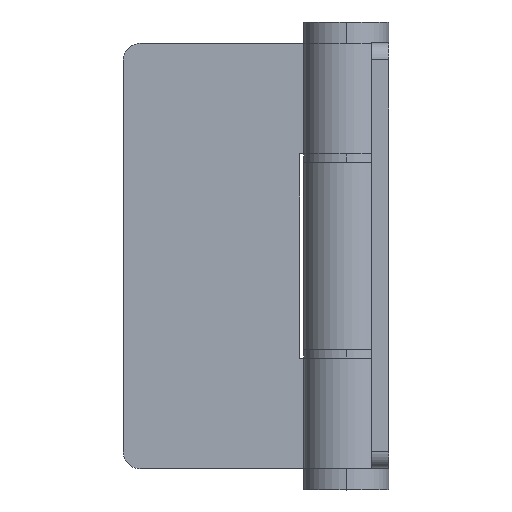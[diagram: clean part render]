
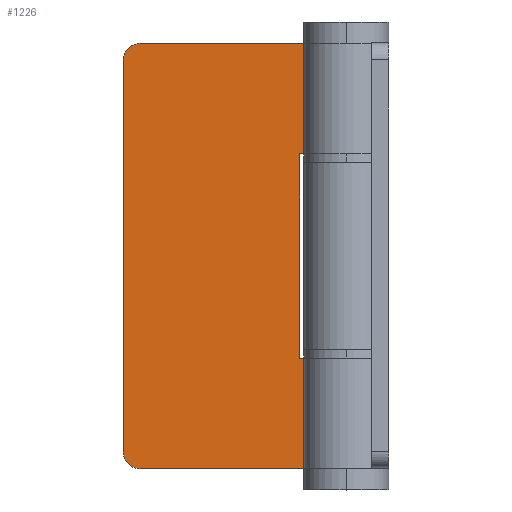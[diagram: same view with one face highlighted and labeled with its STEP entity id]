
A CAD part, top view. The second image highlights one B-rep face of the part: STEP entity #1226.
In plain terms, the highlighted planar face has unit normal (0, 0, 1).
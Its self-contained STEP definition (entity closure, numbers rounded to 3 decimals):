
#55 = LINE ( 'NONE', #656, #1290 ) ;
#64 = CARTESIAN_POINT ( 'NONE',  ( -8., 0., -6. ) ) ;
#102 = EDGE_CURVE ( 'NONE', #622, #1220, #55, .T. ) ;
#147 = DIRECTION ( 'NONE',  ( 0., 1., 0. ) ) ;
#155 = CARTESIAN_POINT ( 'NONE',  ( -8., 50., -6. ) ) ;
#173 = VECTOR ( 'NONE', #355, 1000. ) ;
#197 = CARTESIAN_POINT ( 'NONE',  ( -30.25, 24., -6. ) ) ;
#204 = VERTEX_POINT ( 'NONE', #1341 ) ;
#245 = ORIENTED_EDGE ( 'NONE', *, *, #1079, .F. ) ;
#247 = VERTEX_POINT ( 'NONE', #1497 ) ;
#251 = VECTOR ( 'NONE', #1478, 1000. ) ;
#276 = LINE ( 'NONE', #64, #771 ) ;
#290 = ORIENTED_EDGE ( 'NONE', *, *, #890, .F. ) ;
#292 = DIRECTION ( 'NONE',  ( 0., 0., -1. ) ) ;
#296 = EDGE_CURVE ( 'NONE', #606, #538, #1100, .T. ) ;
#305 = CARTESIAN_POINT ( 'NONE',  ( -48.5, 46., -6. ) ) ;
#311 = CARTESIAN_POINT ( 'NONE',  ( -48.5, -50., -6. ) ) ;
#315 = AXIS2_PLACEMENT_3D ( 'NONE', #1581, #554, #795 ) ;
#338 = LINE ( 'NONE', #1516, #173 ) ;
#343 = CARTESIAN_POINT ( 'NONE',  ( -8., -50., -6. ) ) ;
#350 = EDGE_CURVE ( 'NONE', #204, #1220, #1139, .T. ) ;
#355 = DIRECTION ( 'NONE',  ( 1., 0., 0. ) ) ;
#356 = ORIENTED_EDGE ( 'NONE', *, *, #102, .F. ) ;
#369 = VERTEX_POINT ( 'NONE', #343 ) ;
#414 = CARTESIAN_POINT ( 'NONE',  ( -52.5, 0., -6. ) ) ;
#419 = LINE ( 'NONE', #1233, #251 ) ;
#442 = EDGE_CURVE ( 'NONE', #1666, #247, #276, .T. ) ;
#488 = AXIS2_PLACEMENT_3D ( 'NONE', #305, #1224, #837 ) ;
#521 = CIRCLE ( 'NONE', #603, 4. ) ;
#538 = VERTEX_POINT ( 'NONE', #1138 ) ;
#554 = DIRECTION ( 'NONE',  ( 0., 0., -1. ) ) ;
#561 = ORIENTED_EDGE ( 'NONE', *, *, #1052, .F. ) ;
#581 = CARTESIAN_POINT ( 'NONE',  ( -0.437, -24., -6. ) ) ;
#603 = AXIS2_PLACEMENT_3D ( 'NONE', #808, #292, #1078 ) ;
#606 = VERTEX_POINT ( 'NONE', #1040 ) ;
#622 = VERTEX_POINT ( 'NONE', #658 ) ;
#656 = CARTESIAN_POINT ( 'NONE',  ( -11., 0., -6. ) ) ;
#658 = CARTESIAN_POINT ( 'NONE',  ( -11., 24., -6. ) ) ;
#701 = EDGE_LOOP ( 'NONE', ( #1411, #712, #561, #883, #356, #245, #1194, #290, #984, #738 ) ) ;
#711 = DIRECTION ( 'NONE',  ( -1., 0., 0. ) ) ;
#712 = ORIENTED_EDGE ( 'NONE', *, *, #1301, .T. ) ;
#714 = VECTOR ( 'NONE', #851, 1000. ) ;
#731 = VERTEX_POINT ( 'NONE', #1491 ) ;
#738 = ORIENTED_EDGE ( 'NONE', *, *, #1641, .F. ) ;
#752 = FACE_OUTER_BOUND ( 'NONE', #701, .T. ) ;
#771 = VECTOR ( 'NONE', #1115, 1000. ) ;
#795 = DIRECTION ( 'NONE',  ( -1., 0., 0. ) ) ;
#802 = EDGE_CURVE ( 'NONE', #1302, #731, #521, .T. ) ;
#808 = CARTESIAN_POINT ( 'NONE',  ( -48.5, -46., -6. ) ) ;
#837 = DIRECTION ( 'NONE',  ( -1., 0., 0. ) ) ;
#839 = DIRECTION ( 'NONE',  ( 1., 0., 0. ) ) ;
#851 = DIRECTION ( 'NONE',  ( -1., 0., 0. ) ) ;
#883 = ORIENTED_EDGE ( 'NONE', *, *, #350, .T. ) ;
#890 = EDGE_CURVE ( 'NONE', #538, #1666, #338, .T. ) ;
#895 = VECTOR ( 'NONE', #147, 1000. ) ;
#942 = PLANE ( 'NONE',  #315 ) ;
#961 = VECTOR ( 'NONE', #839, 1000. ) ;
#984 = ORIENTED_EDGE ( 'NONE', *, *, #296, .F. ) ;
#1034 = DIRECTION ( 'NONE',  ( 0., -1., 0. ) ) ;
#1040 = CARTESIAN_POINT ( 'NONE',  ( -52.5, 46., -6. ) ) ;
#1052 = EDGE_CURVE ( 'NONE', #204, #369, #419, .T. ) ;
#1078 = DIRECTION ( 'NONE',  ( 1., 0., 0. ) ) ;
#1079 = EDGE_CURVE ( 'NONE', #247, #622, #1457, .T. ) ;
#1100 = CIRCLE ( 'NONE', #488, 4. ) ;
#1115 = DIRECTION ( 'NONE',  ( 0., -1., 0. ) ) ;
#1135 = CARTESIAN_POINT ( 'NONE',  ( -11., -24., -6. ) ) ;
#1138 = CARTESIAN_POINT ( 'NONE',  ( -48.5, 50., -6. ) ) ;
#1139 = LINE ( 'NONE', #581, #1627 ) ;
#1163 = LINE ( 'NONE', #1473, #961 ) ;
#1194 = ORIENTED_EDGE ( 'NONE', *, *, #442, .F. ) ;
#1220 = VERTEX_POINT ( 'NONE', #1135 ) ;
#1224 = DIRECTION ( 'NONE',  ( 0., 0., -1. ) ) ;
#1226 = ADVANCED_FACE ( 'NONE', ( #752 ), #942, .F. ) ;
#1233 = CARTESIAN_POINT ( 'NONE',  ( -8., 0., -6. ) ) ;
#1290 = VECTOR ( 'NONE', #1034, 1000. ) ;
#1301 = EDGE_CURVE ( 'NONE', #1302, #369, #1163, .T. ) ;
#1302 = VERTEX_POINT ( 'NONE', #311 ) ;
#1341 = CARTESIAN_POINT ( 'NONE',  ( -8., -24., -6. ) ) ;
#1411 = ORIENTED_EDGE ( 'NONE', *, *, #802, .F. ) ;
#1457 = LINE ( 'NONE', #197, #714 ) ;
#1473 = CARTESIAN_POINT ( 'NONE',  ( -19.074, -50., -6. ) ) ;
#1478 = DIRECTION ( 'NONE',  ( 0., -1., 0. ) ) ;
#1491 = CARTESIAN_POINT ( 'NONE',  ( -52.5, -46., -6. ) ) ;
#1497 = CARTESIAN_POINT ( 'NONE',  ( -8., 24., -6. ) ) ;
#1516 = CARTESIAN_POINT ( 'NONE',  ( -30.25, 50., -6. ) ) ;
#1581 = CARTESIAN_POINT ( 'NONE',  ( -8., -50., -6. ) ) ;
#1627 = VECTOR ( 'NONE', #711, 1000. ) ;
#1641 = EDGE_CURVE ( 'NONE', #731, #606, #1682, .T. ) ;
#1666 = VERTEX_POINT ( 'NONE', #155 ) ;
#1682 = LINE ( 'NONE', #414, #895 ) ;
